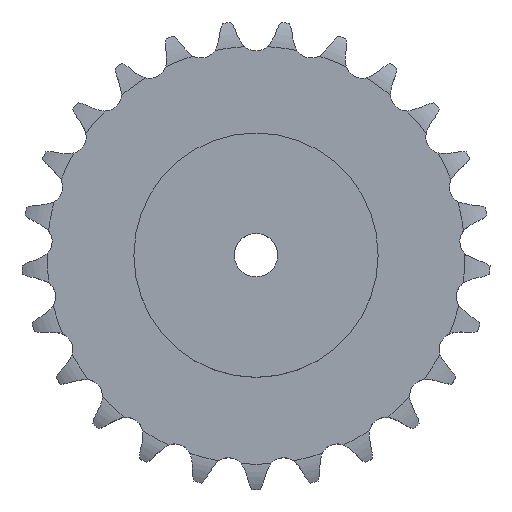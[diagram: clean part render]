
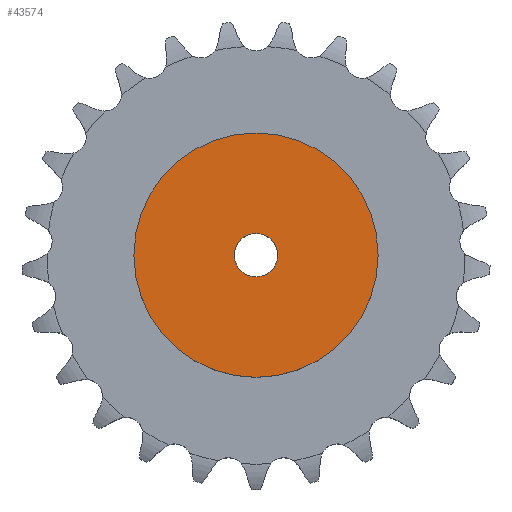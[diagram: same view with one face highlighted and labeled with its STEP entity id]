
A CAD part, top view. The second image highlights one B-rep face of the part: STEP entity #43574.
In plain terms, the highlighted planar face has unit normal (0, 0, 1).
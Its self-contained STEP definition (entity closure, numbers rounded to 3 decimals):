
#23312 = CYLINDRICAL_SURFACE('',#23313,12.5);
#23313 = AXIS2_PLACEMENT_3D('',#23314,#23315,#23316);
#23314 = CARTESIAN_POINT('',(0.,0.,415.651));
#23315 = DIRECTION('',(0.,0.,1.));
#23316 = DIRECTION('',(1.,0.,0.));
#29793 = EDGE_CURVE('',#29794,#29794,#29796,.T.);
#29794 = VERTEX_POINT('',#29795);
#29795 = CARTESIAN_POINT('',(12.5,0.,80.));
#29796 = SURFACE_CURVE('',#29797,(#29802,#29809),.PCURVE_S1.);
#29797 = CIRCLE('',#29798,12.5);
#29798 = AXIS2_PLACEMENT_3D('',#29799,#29800,#29801);
#29799 = CARTESIAN_POINT('',(0.,0.,80.));
#29800 = DIRECTION('',(0.,0.,1.));
#29801 = DIRECTION('',(1.,0.,0.));
#29802 = PCURVE('',#23312,#29803);
#29803 = DEFINITIONAL_REPRESENTATION('',(#29804),#29808);
#29804 = LINE('',#29805,#29806);
#29805 = CARTESIAN_POINT('',(0.,-335.651));
#29806 = VECTOR('',#29807,1.);
#29807 = DIRECTION('',(1.,0.));
#29808 = ( GEOMETRIC_REPRESENTATION_CONTEXT(2) 
PARAMETRIC_REPRESENTATION_CONTEXT() REPRESENTATION_CONTEXT('2D SPACE',''
  ) );
#29809 = PCURVE('',#29810,#29815);
#29810 = PLANE('',#29811);
#29811 = AXIS2_PLACEMENT_3D('',#29812,#29813,#29814);
#29812 = CARTESIAN_POINT('',(0.,0.,80.)
  );
#29813 = DIRECTION('',(0.,0.,1.));
#29814 = DIRECTION('',(1.,0.,0.));
#29815 = DEFINITIONAL_REPRESENTATION('',(#29816),#29820);
#29816 = CIRCLE('',#29817,12.5);
#29817 = AXIS2_PLACEMENT_2D('',#29818,#29819);
#29818 = CARTESIAN_POINT('',(0.,0.));
#29819 = DIRECTION('',(1.,0.));
#29820 = ( GEOMETRIC_REPRESENTATION_CONTEXT(2) 
PARAMETRIC_REPRESENTATION_CONTEXT() REPRESENTATION_CONTEXT('2D SPACE',''
  ) );
#43574 = ADVANCED_FACE('',(#43575,#43606),#29810,.T.);
#43575 = FACE_BOUND('',#43576,.T.);
#43576 = EDGE_LOOP('',(#43577));
#43577 = ORIENTED_EDGE('',*,*,#43578,.T.);
#43578 = EDGE_CURVE('',#43579,#43579,#43581,.T.);
#43579 = VERTEX_POINT('',#43580);
#43580 = CARTESIAN_POINT('',(70.,0.,80.));
#43581 = SURFACE_CURVE('',#43582,(#43587,#43594),.PCURVE_S1.);
#43582 = CIRCLE('',#43583,70.);
#43583 = AXIS2_PLACEMENT_3D('',#43584,#43585,#43586);
#43584 = CARTESIAN_POINT('',(0.,0.,80.));
#43585 = DIRECTION('',(0.,0.,1.));
#43586 = DIRECTION('',(1.,0.,0.));
#43587 = PCURVE('',#29810,#43588);
#43588 = DEFINITIONAL_REPRESENTATION('',(#43589),#43593);
#43589 = CIRCLE('',#43590,70.);
#43590 = AXIS2_PLACEMENT_2D('',#43591,#43592);
#43591 = CARTESIAN_POINT('',(0.,0.));
#43592 = DIRECTION('',(1.,0.));
#43593 = ( GEOMETRIC_REPRESENTATION_CONTEXT(2) 
PARAMETRIC_REPRESENTATION_CONTEXT() REPRESENTATION_CONTEXT('2D SPACE',''
  ) );
#43594 = PCURVE('',#43595,#43600);
#43595 = CYLINDRICAL_SURFACE('',#43596,70.);
#43596 = AXIS2_PLACEMENT_3D('',#43597,#43598,#43599);
#43597 = CARTESIAN_POINT('',(0.,0.,0.));
#43598 = DIRECTION('',(-0.,-0.,-1.));
#43599 = DIRECTION('',(1.,0.,0.));
#43600 = DEFINITIONAL_REPRESENTATION('',(#43601),#43605);
#43601 = LINE('',#43602,#43603);
#43602 = CARTESIAN_POINT('',(-0.,-80.));
#43603 = VECTOR('',#43604,1.);
#43604 = DIRECTION('',(-1.,0.));
#43605 = ( GEOMETRIC_REPRESENTATION_CONTEXT(2) 
PARAMETRIC_REPRESENTATION_CONTEXT() REPRESENTATION_CONTEXT('2D SPACE',''
  ) );
#43606 = FACE_BOUND('',#43607,.T.);
#43607 = EDGE_LOOP('',(#43608));
#43608 = ORIENTED_EDGE('',*,*,#29793,.F.);
